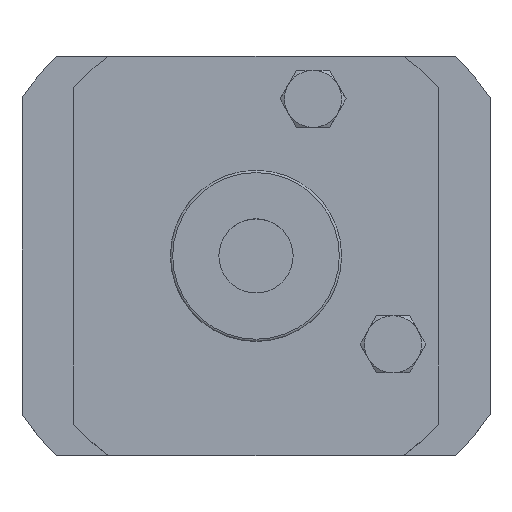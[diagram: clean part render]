
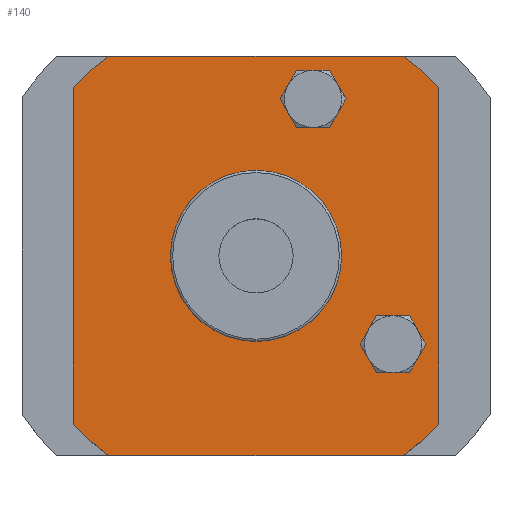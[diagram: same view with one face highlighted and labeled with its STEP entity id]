
A CAD part, top view. The second image highlights one B-rep face of the part: STEP entity #140.
In plain terms, the highlighted planar face has unit normal (0, 0, 1).
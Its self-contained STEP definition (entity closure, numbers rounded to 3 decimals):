
#140=ADVANCED_FACE('',(#340,#341,#342,#343),#199,.T.);
#199=PLANE('',#951);
#228=LINE('',#1314,#284);
#229=LINE('',#1318,#285);
#230=LINE('',#1322,#286);
#231=LINE('',#1326,#287);
#284=VECTOR('',#1052,1.);
#285=VECTOR('',#1055,1.);
#286=VECTOR('',#1058,1.);
#287=VECTOR('',#1061,1.);
#340=FACE_BOUND('',#372,.T.);
#341=FACE_BOUND('',#373,.T.);
#342=FACE_BOUND('',#374,.T.);
#343=FACE_BOUND('',#375,.T.);
#372=EDGE_LOOP('',(#448));
#373=EDGE_LOOP('',(#449,#450,#451,#452,#453,#454,#455,#456));
#374=EDGE_LOOP('',(#457));
#375=EDGE_LOOP('',(#458));
#448=ORIENTED_EDGE('',*,*,#777,.F.);
#449=ORIENTED_EDGE('',*,*,#778,.F.);
#450=ORIENTED_EDGE('',*,*,#779,.T.);
#451=ORIENTED_EDGE('',*,*,#780,.F.);
#452=ORIENTED_EDGE('',*,*,#781,.F.);
#453=ORIENTED_EDGE('',*,*,#782,.F.);
#454=ORIENTED_EDGE('',*,*,#783,.F.);
#455=ORIENTED_EDGE('',*,*,#784,.F.);
#456=ORIENTED_EDGE('',*,*,#785,.F.);
#457=ORIENTED_EDGE('',*,*,#786,.F.);
#458=ORIENTED_EDGE('',*,*,#787,.F.);
#694=VERTEX_POINT('',#1310);
#695=VERTEX_POINT('',#1312);
#696=VERTEX_POINT('',#1313);
#697=VERTEX_POINT('',#1315);
#698=VERTEX_POINT('',#1317);
#699=VERTEX_POINT('',#1319);
#700=VERTEX_POINT('',#1321);
#701=VERTEX_POINT('',#1323);
#702=VERTEX_POINT('',#1325);
#703=VERTEX_POINT('',#1328);
#704=VERTEX_POINT('',#1330);
#777=EDGE_CURVE('',#694,#694,#900,.T.);
#778=EDGE_CURVE('',#695,#696,#901,.T.);
#779=EDGE_CURVE('',#695,#697,#228,.T.);
#780=EDGE_CURVE('',#698,#697,#902,.T.);
#781=EDGE_CURVE('',#699,#698,#229,.T.);
#782=EDGE_CURVE('',#700,#699,#903,.T.);
#783=EDGE_CURVE('',#701,#700,#230,.T.);
#784=EDGE_CURVE('',#702,#701,#904,.T.);
#785=EDGE_CURVE('',#696,#702,#231,.T.);
#786=EDGE_CURVE('',#703,#703,#905,.T.);
#787=EDGE_CURVE('',#704,#704,#906,.T.);
#900=CIRCLE('',#944,15.);
#901=CIRCLE('',#945,43.5);
#902=CIRCLE('',#946,43.5);
#903=CIRCLE('',#947,43.5);
#904=CIRCLE('',#948,43.5);
#905=CIRCLE('',#949,4.473);
#906=CIRCLE('',#950,4.473);
#944=AXIS2_PLACEMENT_3D('',#1309,#1048,#1049);
#945=AXIS2_PLACEMENT_3D('',#1311,#1050,#1051);
#946=AXIS2_PLACEMENT_3D('',#1316,#1053,#1054);
#947=AXIS2_PLACEMENT_3D('',#1320,#1056,#1057);
#948=AXIS2_PLACEMENT_3D('',#1324,#1059,#1060);
#949=AXIS2_PLACEMENT_3D('',#1327,#1062,#1063);
#950=AXIS2_PLACEMENT_3D('',#1329,#1064,#1065);
#951=AXIS2_PLACEMENT_3D('',#1331,#1066,#1067);
#1048=DIRECTION('',(0.,0.,1.));
#1049=DIRECTION('',(1.,0.,0.));
#1050=DIRECTION('',(0.,0.,-1.));
#1051=DIRECTION('',(-1.,0.,0.));
#1052=DIRECTION('',(0.,-1.,0.));
#1053=DIRECTION('',(0.,0.,-1.));
#1054=DIRECTION('',(-1.,0.,0.));
#1055=DIRECTION('',(-1.,0.,0.));
#1056=DIRECTION('',(0.,0.,-1.));
#1057=DIRECTION('',(-1.,0.,0.));
#1058=DIRECTION('',(0.,-1.,0.));
#1059=DIRECTION('',(0.,0.,-1.));
#1060=DIRECTION('',(-1.,0.,0.));
#1061=DIRECTION('',(1.,0.,0.));
#1062=DIRECTION('',(0.,0.,1.));
#1063=DIRECTION('',(1.,0.,0.));
#1064=DIRECTION('',(0.,0.,1.));
#1065=DIRECTION('',(1.,0.,0.));
#1066=DIRECTION('',(0.,0.,1.));
#1067=DIRECTION('',(-1.,0.,0.));
#1309=CARTESIAN_POINT('',(0.,0.,22.5));
#1310=CARTESIAN_POINT('',(15.,0.,22.5));
#1311=CARTESIAN_POINT('',(0.,0.,22.5));
#1312=CARTESIAN_POINT('',(-32.,29.466,22.5));
#1313=CARTESIAN_POINT('',(-25.831,35.,22.5));
#1314=CARTESIAN_POINT('',(-32.,-35.,22.5));
#1315=CARTESIAN_POINT('',(-32.,-29.466,22.5));
#1316=CARTESIAN_POINT('',(0.,0.,22.5));
#1317=CARTESIAN_POINT('',(-25.831,-35.,22.5));
#1318=CARTESIAN_POINT('',(-32.,-35.,22.5));
#1319=CARTESIAN_POINT('',(25.831,-35.,22.5));
#1320=CARTESIAN_POINT('',(0.,0.,22.5));
#1321=CARTESIAN_POINT('',(32.,-29.466,22.5));
#1322=CARTESIAN_POINT('',(32.,-35.,22.5));
#1323=CARTESIAN_POINT('',(32.,29.466,22.5));
#1324=CARTESIAN_POINT('',(0.,0.,22.5));
#1325=CARTESIAN_POINT('',(25.831,35.,22.5));
#1326=CARTESIAN_POINT('',(-32.,35.,22.5));
#1327=CARTESIAN_POINT('',(24.,-15.5,22.5));
#1328=CARTESIAN_POINT('',(28.473,-15.5,22.5));
#1329=CARTESIAN_POINT('',(10.,27.5,22.5));
#1330=CARTESIAN_POINT('',(14.473,27.5,22.5));
#1331=CARTESIAN_POINT('',(0.,35.,22.5));
